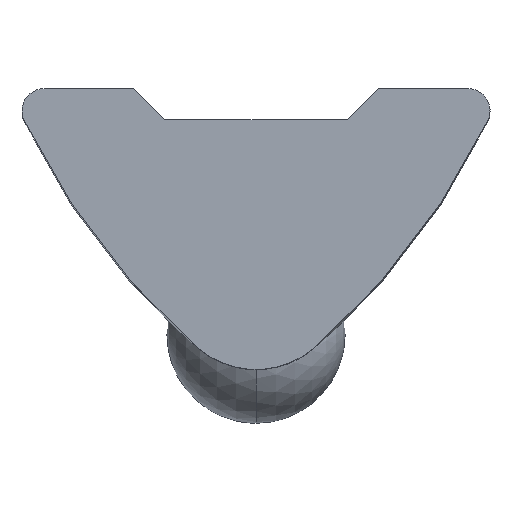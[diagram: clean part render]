
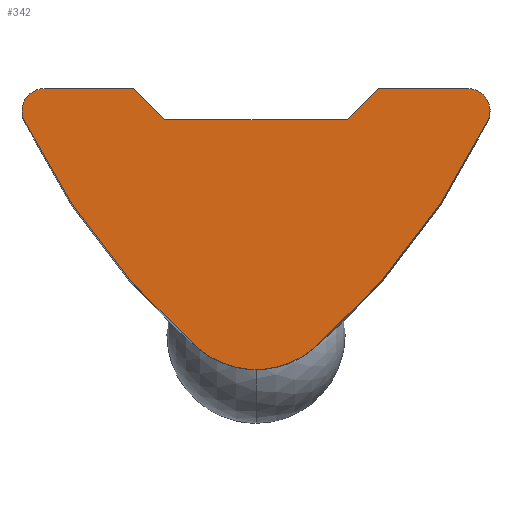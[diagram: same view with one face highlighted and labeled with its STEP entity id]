
A CAD part, top view. The second image highlights one B-rep face of the part: STEP entity #342.
In plain terms, the highlighted planar face has unit normal (0, 0, 1).
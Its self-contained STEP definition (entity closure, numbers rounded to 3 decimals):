
#6 = VECTOR ( 'NONE', #746, 1000. ) ;
#8 = VERTEX_POINT ( 'NONE', #384 ) ;
#14 = VERTEX_POINT ( 'NONE', #18 ) ;
#18 = CARTESIAN_POINT ( 'NONE',  ( 2.75, 0., 17. ) ) ;
#26 = VERTEX_POINT ( 'NONE', #686 ) ;
#39 = DIRECTION ( 'NONE',  ( 0., 0., -1. ) ) ;
#40 = EDGE_CURVE ( 'NONE', #118, #14, #731, .T. ) ;
#44 = DIRECTION ( 'NONE',  ( -1., 0., 0. ) ) ;
#45 = ORIENTED_EDGE ( 'NONE', *, *, #421, .T. ) ;
#46 = ORIENTED_EDGE ( 'NONE', *, *, #670, .F. ) ;
#59 = CARTESIAN_POINT ( 'NONE',  ( 9.203, 6.25, 17. ) ) ;
#83 = CARTESIAN_POINT ( 'NONE',  ( 4.75, 0., 17. ) ) ;
#100 = CARTESIAN_POINT ( 'NONE',  ( -4.75, -0.5, 17. ) ) ;
#112 = AXIS2_PLACEMENT_3D ( 'NONE', #175, #780, #779 ) ;
#116 = CARTESIAN_POINT ( 'NONE',  ( -1.315, -5.807, 17. ) ) ;
#118 = VERTEX_POINT ( 'NONE', #83 ) ;
#127 = DIRECTION ( 'NONE',  ( 0., 0., 1. ) ) ;
#132 = EDGE_LOOP ( 'NONE', ( #372, #786, #588, #356, #45, #210, #644, #532, #605, #46, #586 ) ) ;
#153 = EDGE_CURVE ( 'NONE', #14, #251, #560, .T. ) ;
#167 = DIRECTION ( 'NONE',  ( -1., 0., 0. ) ) ;
#172 = LINE ( 'NONE', #703, #6 ) ;
#175 = CARTESIAN_POINT ( 'NONE',  ( -4.75, -0.5, 17. ) ) ;
#192 = CARTESIAN_POINT ( 'NONE',  ( -9.203, 6.25, 17. ) ) ;
#202 = AXIS2_PLACEMENT_3D ( 'NONE', #722, #599, #788 ) ;
#210 = ORIENTED_EDGE ( 'NONE', *, *, #239, .F. ) ;
#222 = CIRCLE ( 'NONE', #451, 0.5 ) ;
#237 = DIRECTION ( 'NONE',  ( -1., 0., 0. ) ) ;
#239 = EDGE_CURVE ( 'NONE', #512, #26, #222, .T. ) ;
#241 = CIRCLE ( 'NONE', #112, 0.5 ) ;
#249 = VECTOR ( 'NONE', #237, 1000. ) ;
#251 = VERTEX_POINT ( 'NONE', #583 ) ;
#279 = CARTESIAN_POINT ( 'NONE',  ( 2.75, 0., 17. ) ) ;
#284 = AXIS2_PLACEMENT_3D ( 'NONE', #654, #399, #332 ) ;
#317 = EDGE_CURVE ( 'NONE', #251, #564, #611, .T. ) ;
#321 = AXIS2_PLACEMENT_3D ( 'NONE', #59, #127, #485 ) ;
#324 = CIRCLE ( 'NONE', #634, 0.5 ) ;
#332 = DIRECTION ( 'NONE',  ( -1., 0., 0. ) ) ;
#339 = VERTEX_POINT ( 'NONE', #469 ) ;
#342 = ADVANCED_FACE ( 'NONE', ( #621 ), #655, .T. ) ;
#344 = CIRCLE ( 'NONE', #691, 16. ) ;
#348 = VERTEX_POINT ( 'NONE', #609 ) ;
#349 = CARTESIAN_POINT ( 'NONE',  ( 4.75, -0.5, 17. ) ) ;
#356 = ORIENTED_EDGE ( 'NONE', *, *, #484, .T. ) ;
#368 = CIRCLE ( 'NONE', #284, 2. ) ;
#372 = ORIENTED_EDGE ( 'NONE', *, *, #40, .T. ) ;
#375 = EDGE_CURVE ( 'NONE', #467, #118, #324, .T. ) ;
#384 = CARTESIAN_POINT ( 'NONE',  ( 1.315, -5.807, 17. ) ) ;
#386 = VERTEX_POINT ( 'NONE', #116 ) ;
#394 = EDGE_CURVE ( 'NONE', #339, #512, #241, .T. ) ;
#399 = DIRECTION ( 'NONE',  ( 0., 0., -1. ) ) ;
#411 = DIRECTION ( 'NONE',  ( 0., 0., 1. ) ) ;
#421 = EDGE_CURVE ( 'NONE', #348, #26, #681, .T. ) ;
#422 = CARTESIAN_POINT ( 'NONE',  ( -4.75, 0., 17. ) ) ;
#431 = VECTOR ( 'NONE', #546, 1000. ) ;
#438 = DIRECTION ( 'NONE',  ( 0., 0., -1. ) ) ;
#451 = AXIS2_PLACEMENT_3D ( 'NONE', #100, #39, #167 ) ;
#467 = VERTEX_POINT ( 'NONE', #511 ) ;
#469 = CARTESIAN_POINT ( 'NONE',  ( -5.2, -0.718, 17. ) ) ;
#484 = EDGE_CURVE ( 'NONE', #564, #348, #172, .T. ) ;
#485 = DIRECTION ( 'NONE',  ( -1., 0., 0. ) ) ;
#497 = VECTOR ( 'NONE', #768, 1000. ) ;
#506 = DIRECTION ( 'NONE',  ( -1., 0., 0. ) ) ;
#511 = CARTESIAN_POINT ( 'NONE',  ( 5.2, -0.718, 17. ) ) ;
#512 = VERTEX_POINT ( 'NONE', #637 ) ;
#520 = EDGE_CURVE ( 'NONE', #8, #386, #368, .T. ) ;
#526 = CARTESIAN_POINT ( 'NONE',  ( -2.05, -0.7, 17. ) ) ;
#532 = ORIENTED_EDGE ( 'NONE', *, *, #562, .T. ) ;
#539 = CIRCLE ( 'NONE', #321, 16. ) ;
#546 = DIRECTION ( 'NONE',  ( -1., 0., 0. ) ) ;
#560 = LINE ( 'NONE', #279, #497 ) ;
#562 = EDGE_CURVE ( 'NONE', #339, #386, #539, .T. ) ;
#564 = VERTEX_POINT ( 'NONE', #526 ) ;
#583 = CARTESIAN_POINT ( 'NONE',  ( 2.05, -0.7, 17. ) ) ;
#586 = ORIENTED_EDGE ( 'NONE', *, *, #375, .T. ) ;
#588 = ORIENTED_EDGE ( 'NONE', *, *, #317, .T. ) ;
#599 = DIRECTION ( 'NONE',  ( 0., 0., 1. ) ) ;
#605 = ORIENTED_EDGE ( 'NONE', *, *, #520, .F. ) ;
#609 = CARTESIAN_POINT ( 'NONE',  ( -2.75, 0., 17. ) ) ;
#611 = LINE ( 'NONE', #787, #249 ) ;
#617 = CARTESIAN_POINT ( 'NONE',  ( -4.75, 0., 17. ) ) ;
#621 = FACE_OUTER_BOUND ( 'NONE', #132, .T. ) ;
#634 = AXIS2_PLACEMENT_3D ( 'NONE', #349, #411, #44 ) ;
#637 = CARTESIAN_POINT ( 'NONE',  ( -5.25, -0.5, 17. ) ) ;
#644 = ORIENTED_EDGE ( 'NONE', *, *, #394, .F. ) ;
#654 = CARTESIAN_POINT ( 'NONE',  ( 0., -4.3, 17. ) ) ;
#655 = PLANE ( 'NONE',  #202 ) ;
#666 = VECTOR ( 'NONE', #506, 1000. ) ;
#670 = EDGE_CURVE ( 'NONE', #467, #8, #344, .T. ) ;
#681 = LINE ( 'NONE', #422, #431 ) ;
#685 = DIRECTION ( 'NONE',  ( -1., 0., 0. ) ) ;
#686 = CARTESIAN_POINT ( 'NONE',  ( -4.75, 0., 17. ) ) ;
#691 = AXIS2_PLACEMENT_3D ( 'NONE', #192, #438, #685 ) ;
#703 = CARTESIAN_POINT ( 'NONE',  ( -2.75, 0., 17. ) ) ;
#722 = CARTESIAN_POINT ( 'NONE',  ( -4.75, -0.5, 17. ) ) ;
#731 = LINE ( 'NONE', #617, #666 ) ;
#746 = DIRECTION ( 'NONE',  ( -0.707, 0.707, 0. ) ) ;
#768 = DIRECTION ( 'NONE',  ( -0.707, -0.707, 0. ) ) ;
#779 = DIRECTION ( 'NONE',  ( -1., 0., 0. ) ) ;
#780 = DIRECTION ( 'NONE',  ( 0., 0., -1. ) ) ;
#786 = ORIENTED_EDGE ( 'NONE', *, *, #153, .T. ) ;
#787 = CARTESIAN_POINT ( 'NONE',  ( -4.75, -0.7, 17. ) ) ;
#788 = DIRECTION ( 'NONE',  ( 1., 0., 0. ) ) ;
